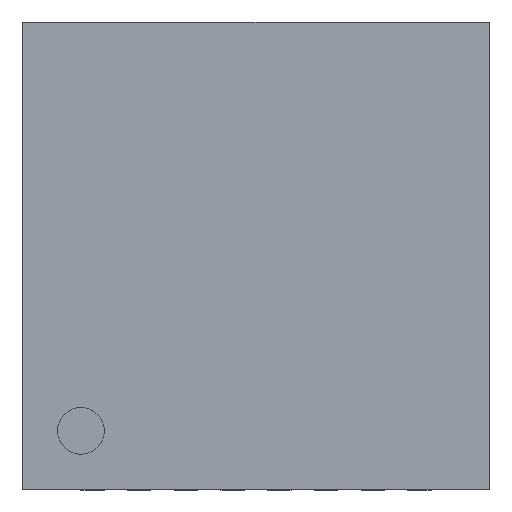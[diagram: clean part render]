
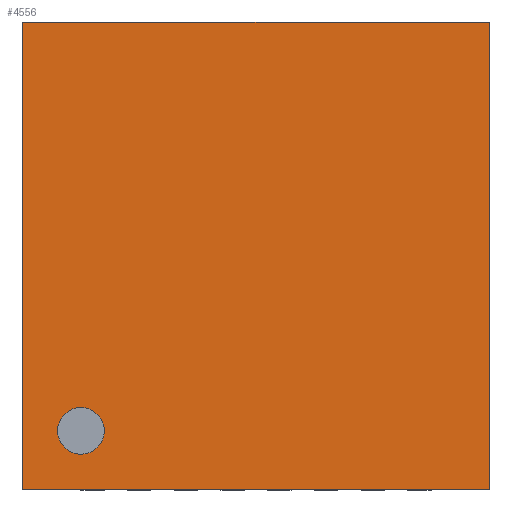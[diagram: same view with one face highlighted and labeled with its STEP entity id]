
A CAD part, top view. The second image highlights one B-rep face of the part: STEP entity #4556.
In plain terms, the highlighted planar face has unit normal (0, 0, 1).
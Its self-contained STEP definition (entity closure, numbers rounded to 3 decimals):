
#225 = FACE_OUTER_BOUND ( 'NONE', #7582, .T. ) ;
#374 = ORIENTED_EDGE ( 'NONE', *, *, #3004, .T. ) ;
#570 = ORIENTED_EDGE ( 'NONE', *, *, #7313, .F. ) ;
#581 = ORIENTED_EDGE ( 'NONE', *, *, #3865, .T. ) ;
#603 = CARTESIAN_POINT ( 'NONE',  ( -2., -2., 0.9 ) ) ;
#739 = VECTOR ( 'NONE', #6234, 1000. ) ;
#818 = AXIS2_PLACEMENT_3D ( 'NONE', #1804, #6993, #7654 ) ;
#890 = CIRCLE ( 'NONE', #6571, 0.2 ) ;
#1012 = DIRECTION ( 'NONE',  ( 0., 0., 1. ) ) ;
#1024 = CARTESIAN_POINT ( 'NONE',  ( -2., 2., 0.9 ) ) ;
#1464 = CARTESIAN_POINT ( 'NONE',  ( -1.3, -1.5, 0.9 ) ) ;
#1584 = CARTESIAN_POINT ( 'NONE',  ( -2., -2., 0.9 ) ) ;
#1804 = CARTESIAN_POINT ( 'NONE',  ( 0., 0., 0.9 ) ) ;
#2198 = ORIENTED_EDGE ( 'NONE', *, *, #3545, .T. ) ;
#2199 = DIRECTION ( 'NONE',  ( 1., 0., 0. ) ) ;
#2371 = CARTESIAN_POINT ( 'NONE',  ( -1.7, -1.5, 0.9 ) ) ;
#2774 = EDGE_CURVE ( 'NONE', #6429, #6827, #6556, .T. ) ;
#2820 = DIRECTION ( 'NONE',  ( 0., 1., 0. ) ) ;
#2826 = CARTESIAN_POINT ( 'NONE',  ( 2., 2., 0.9 ) ) ;
#2844 = VERTEX_POINT ( 'NONE', #1024 ) ;
#3004 = EDGE_CURVE ( 'NONE', #2844, #3953, #6472, .T. ) ;
#3020 = VECTOR ( 'NONE', #9190, 1000. ) ;
#3149 = CIRCLE ( 'NONE', #8538, 0.2 ) ;
#3294 = VECTOR ( 'NONE', #2820, 1000. ) ;
#3518 = CARTESIAN_POINT ( 'NONE',  ( 2., -2., 0.9 ) ) ;
#3545 = EDGE_CURVE ( 'NONE', #3953, #6429, #5091, .T. ) ;
#3850 = EDGE_CURVE ( 'NONE', #5199, #8854, #890, .T. ) ;
#3865 = EDGE_CURVE ( 'NONE', #6827, #2844, #8375, .T. ) ;
#3953 = VERTEX_POINT ( 'NONE', #603 ) ;
#4268 = DIRECTION ( 'NONE',  ( 1., 0., 0. ) ) ;
#4556 = ADVANCED_FACE ( 'NONE', ( #225, #6680 ), #8743, .T. ) ;
#5091 = LINE ( 'NONE', #1584, #5985 ) ;
#5199 = VERTEX_POINT ( 'NONE', #1464 ) ;
#5637 = CARTESIAN_POINT ( 'NONE',  ( -1.5, -1.5, 0.9 ) ) ;
#5985 = VECTOR ( 'NONE', #2199, 1000. ) ;
#6234 = DIRECTION ( 'NONE',  ( -1., 0., 0. ) ) ;
#6394 = ORIENTED_EDGE ( 'NONE', *, *, #3850, .F. ) ;
#6429 = VERTEX_POINT ( 'NONE', #3518 ) ;
#6472 = LINE ( 'NONE', #9232, #3020 ) ;
#6556 = LINE ( 'NONE', #7825, #3294 ) ;
#6571 = AXIS2_PLACEMENT_3D ( 'NONE', #5637, #9197, #4268 ) ;
#6667 = ORIENTED_EDGE ( 'NONE', *, *, #2774, .T. ) ;
#6680 = FACE_BOUND ( 'NONE', #7241, .T. ) ;
#6827 = VERTEX_POINT ( 'NONE', #2826 ) ;
#6973 = CARTESIAN_POINT ( 'NONE',  ( -2., 2., 0.9 ) ) ;
#6993 = DIRECTION ( 'NONE',  ( 0., 0., 1. ) ) ;
#7241 = EDGE_LOOP ( 'NONE', ( #6394, #570 ) ) ;
#7313 = EDGE_CURVE ( 'NONE', #8854, #5199, #3149, .T. ) ;
#7582 = EDGE_LOOP ( 'NONE', ( #6667, #581, #374, #2198 ) ) ;
#7654 = DIRECTION ( 'NONE',  ( 1., 0., 0. ) ) ;
#7825 = CARTESIAN_POINT ( 'NONE',  ( 2., 2., 0.9 ) ) ;
#8086 = CARTESIAN_POINT ( 'NONE',  ( -1.5, -1.5, 0.9 ) ) ;
#8375 = LINE ( 'NONE', #6973, #739 ) ;
#8538 = AXIS2_PLACEMENT_3D ( 'NONE', #8086, #1012, #8836 ) ;
#8743 = PLANE ( 'NONE',  #818 ) ;
#8836 = DIRECTION ( 'NONE',  ( 1., 0., 0. ) ) ;
#8854 = VERTEX_POINT ( 'NONE', #2371 ) ;
#9190 = DIRECTION ( 'NONE',  ( 0., -1., 0. ) ) ;
#9197 = DIRECTION ( 'NONE',  ( 0., 0., 1. ) ) ;
#9232 = CARTESIAN_POINT ( 'NONE',  ( -2., 2., 0.9 ) ) ;
